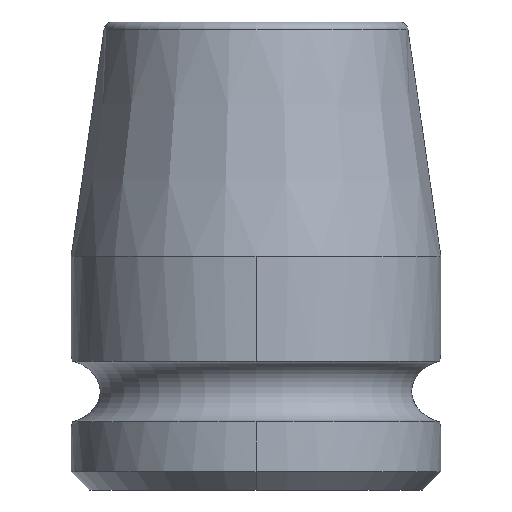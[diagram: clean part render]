
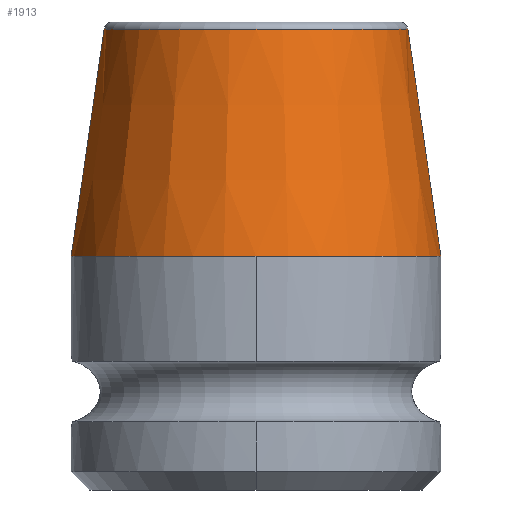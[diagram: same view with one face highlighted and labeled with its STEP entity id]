
A CAD part, left-side view. The second image highlights one B-rep face of the part: STEP entity #1913.
In plain terms, the highlighted conical face has half-angle 8.236 degrees and reference radius 13.668 mm.
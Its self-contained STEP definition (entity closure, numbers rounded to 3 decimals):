
#172=CARTESIAN_POINT('',(0.,0.,19.));
#173=DIRECTION('',(0.,0.,1.));
#174=DIRECTION('',(0.,1.,0.));
#175=AXIS2_PLACEMENT_3D('',#172,#173,#174);
#338=CARTESIAN_POINT('',(0.,0.,19.));
#339=DIRECTION('',(0.,0.,1.));
#340=DIRECTION('',(-1.,0.,0.));
#341=AXIS2_PLACEMENT_3D('',#338,#339,#340);
#872=DIRECTION('',(0.,0.143,-0.99));
#873=VECTOR('',#872,18.592);
#874=CARTESIAN_POINT('',(0.,12.337,
37.4));
#875=LINE('',#874,#873);
#876=DIRECTION('',(0.,-0.143,-0.99));
#877=VECTOR('',#876,18.592);
#878=CARTESIAN_POINT('',(0.,-12.337,
37.4));
#879=LINE('',#878,#877);
#880=CARTESIAN_POINT('',(0.,0.,37.4));
#881=DIRECTION('',(0.,0.,1.));
#882=DIRECTION('',(0.,1.,0.));
#883=AXIS2_PLACEMENT_3D('',#880,#881,#882);
#1041=CARTESIAN_POINT('',(0.,15.,19.));
#1042=CARTESIAN_POINT('',(-15.,0.,19.));
#1043=VERTEX_POINT('',#1041);
#1044=VERTEX_POINT('',#1042);
#1045=CARTESIAN_POINT('',(0.,-15.,19.));
#1046=VERTEX_POINT('',#1045);
#1053=CARTESIAN_POINT('',(0.,12.337,37.4));
#1054=CARTESIAN_POINT('',(0.,-12.337,37.4));
#1055=VERTEX_POINT('',#1053);
#1056=VERTEX_POINT('',#1054);
#1901=CARTESIAN_POINT('',(0.,0.,28.2));
#1902=DIRECTION('',(0.,0.,-1.));
#1903=DIRECTION('',(0.,-1.,0.));
#1904=AXIS2_PLACEMENT_3D('',#1901,#1902,#1903);
#1905=CONICAL_SURFACE('',#1904,13.668,8.236);
#1906=ORIENTED_EDGE('',*,*,#1866,.T.);
#1907=ORIENTED_EDGE('',*,*,#1896,.T.);
#1908=ORIENTED_EDGE('',*,*,#1246,.F.);
#1909=ORIENTED_EDGE('',*,*,#1179,.F.);
#1910=ORIENTED_EDGE('',*,*,#1892,.F.);
#1911=EDGE_LOOP('',(#1906,#1907,#1908,#1909,#1910));
#1912=FACE_OUTER_BOUND('',#1911,.F.);
#1913=ADVANCED_FACE('',(#1912),#1905,.T.);
#176=CIRCLE('',#175,15.);
#342=CIRCLE('',#341,15.);
#884=CIRCLE('',#883,12.337);
#1179=EDGE_CURVE('',#1043,#1044,#176,.T.);
#1246=EDGE_CURVE('',#1044,#1046,#342,.T.);
#1866=EDGE_CURVE('',#1055,#1056,#884,.T.);
#1892=EDGE_CURVE('',#1055,#1043,#875,.T.);
#1896=EDGE_CURVE('',#1056,#1046,#879,.T.);
